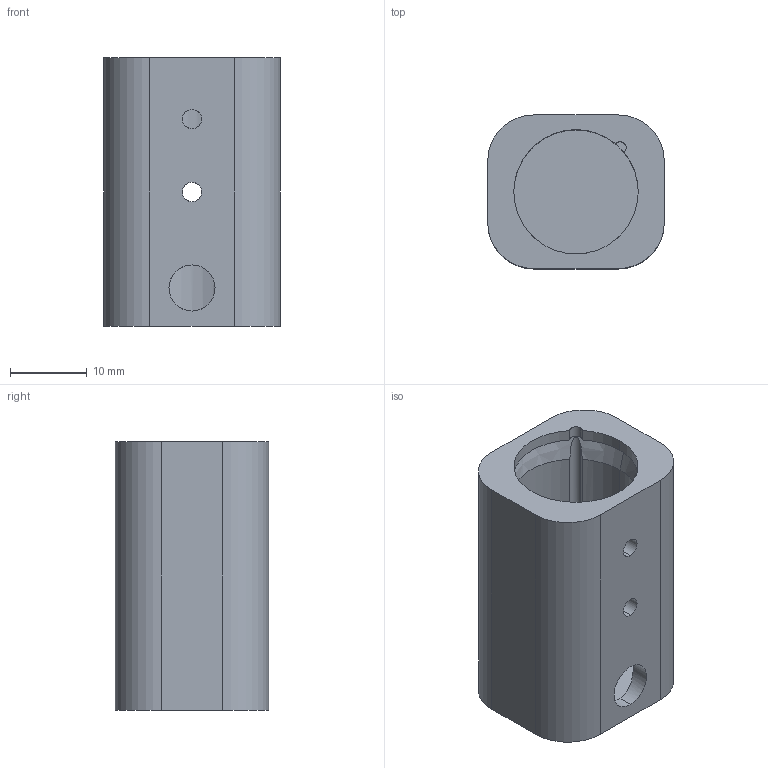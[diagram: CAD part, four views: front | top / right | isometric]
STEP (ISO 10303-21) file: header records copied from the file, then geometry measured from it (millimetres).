
FILE_DESCRIPTION (( 'STEP AP203' ), '1' );
FILE_NAME ('Bloc XLR.STEP', '2020-03-13T09:04:41', ( '' ), ( '' ), 'SwSTEP 2.0', 'SolidWorks 2018', '' );
FILE_SCHEMA (( 'CONFIG_CONTROL_DESIGN' ));
Length unit declared in the file: millimetre
Products named in the file (1): Bloc XLR
Bounding box: 23 x 20 x 35 mm (x, y, z)
Volume: 8041.9 mm3; surface area: 5259.4 mm2
Topology: 1 solids, 1 shells, 32 faces, 83 edges, 54 vertices
Faces by surface type: cylinder 21, plane 9, cone 2
Entity records: 1359 total; most frequent: CARTESIAN_POINT 473, DIRECTION 170, ORIENTED_EDGE 166, EDGE_CURVE 83, AXIS2_PLACEMENT_3D 67, VERTEX_POINT 54, EDGE_LOOP 41, VECTOR 36
